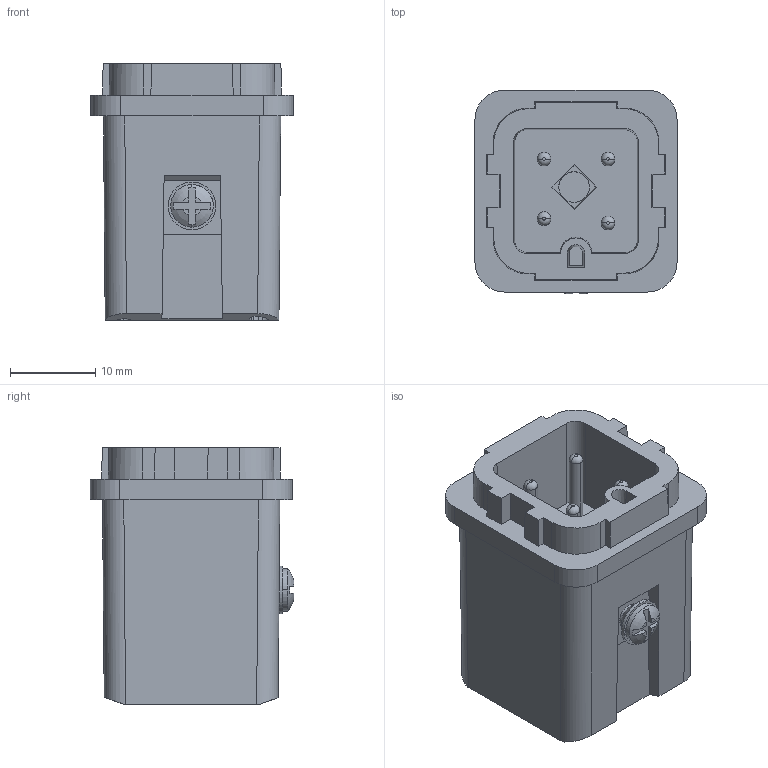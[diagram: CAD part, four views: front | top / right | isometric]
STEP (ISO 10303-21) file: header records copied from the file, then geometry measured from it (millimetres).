
FILE_DESCRIPTION(/* description */ ('Alibre Inc.'),/* implementation_level */ '2;1');
FILE_NAME(/* name */ 'export-574D569B-98C5-4281-B501-A9ACC6D8A1B2',/* time_stamp */ '2023-02-01T15:38:20+01:00',/* author */ (''),/* organization */ (''),/* preprocessor_version */ 'ST-DEVELOPER v17',/* originating_system */ 'Alibre',/* authorisation */ '');
FILE_SCHEMA (('AUTOMOTIVE_DESIGN'));
Length unit declared in the file: millimetre
Products named in the file (2): HC_A03_I_PT_M-select
Bounding box: 23.7 x 23.9 x 30.1 mm (x, y, z)
Volume: 9853 mm3; surface area: 5046.3 mm2
Topology: 1 solids, 1 shells, 353 faces, 1009 edges, 676 vertices
Faces by surface type: plane 217, cylinder 61, cone 49, bspline 16, torus 8, sphere 2
Entity records: 14445 total; most frequent: CARTESIAN_POINT 5529, ORIENTED_EDGE 2018, DIRECTION 1476, EDGE_CURVE 1009, VERTEX_POINT 676, VECTOR 625, LINE 625, AXIS2_PLACEMENT_3D 538
